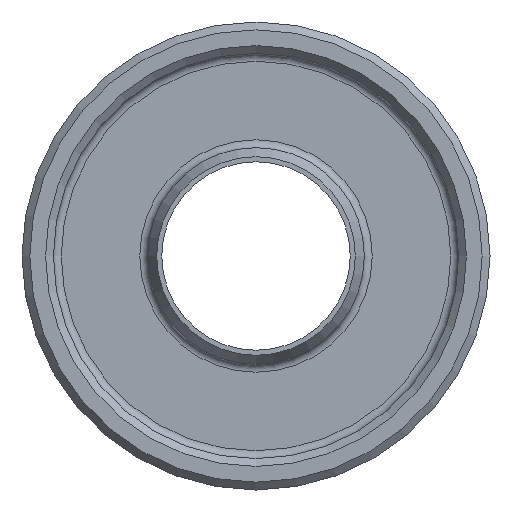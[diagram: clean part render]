
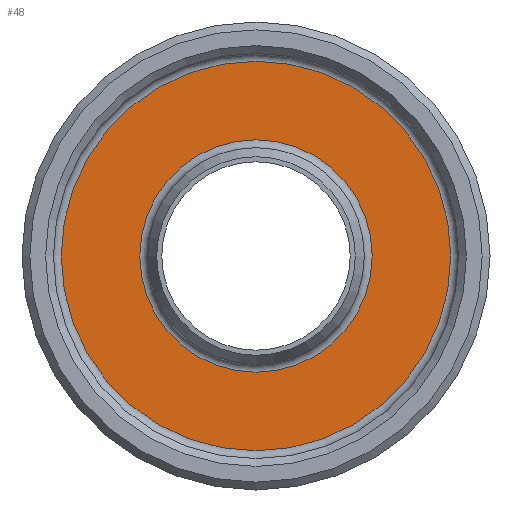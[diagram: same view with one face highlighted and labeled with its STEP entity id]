
A CAD part, front view. The second image highlights one B-rep face of the part: STEP entity #48.
In plain terms, the highlighted planar face has unit normal (0, -1, 0).
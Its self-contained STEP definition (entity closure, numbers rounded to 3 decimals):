
#42=PLANE('',#210);
#48=ADVANCED_FACE('',(#70,#71),#42,.T.);
#70=FACE_BOUND('',#100,.T.);
#71=FACE_BOUND('',#101,.T.);
#100=EDGE_LOOP('',(#130));
#101=EDGE_LOOP('',(#131));
#130=ORIENTED_EDGE('',*,*,#174,.T.);
#131=ORIENTED_EDGE('',*,*,#175,.T.);
#159=VERTEX_POINT('',#307);
#160=VERTEX_POINT('',#309);
#174=EDGE_CURVE('',#159,#159,#189,.T.);
#175=EDGE_CURVE('',#160,#160,#190,.T.);
#189=CIRCLE('',#208,7.4);
#190=CIRCLE('',#209,12.4);
#208=AXIS2_PLACEMENT_3D('',#306,#248,#249);
#209=AXIS2_PLACEMENT_3D('',#308,#250,#251);
#210=AXIS2_PLACEMENT_3D('',#310,#252,#253);
#248=DIRECTION('',(0.,1.,0.));
#249=DIRECTION('',(0.,0.,-1.));
#250=DIRECTION('',(0.,-1.,0.));
#251=DIRECTION('',(0.,0.,-1.));
#252=DIRECTION('',(0.,-1.,0.));
#253=DIRECTION('',(0.,0.,-1.));
#306=CARTESIAN_POINT('',(0.,10.,0.));
#307=CARTESIAN_POINT('',(0.,10.,-7.4));
#308=CARTESIAN_POINT('',(0.,10.,0.));
#309=CARTESIAN_POINT('',(0.,10.,-12.4));
#310=CARTESIAN_POINT('',(6.9,10.,0.));
